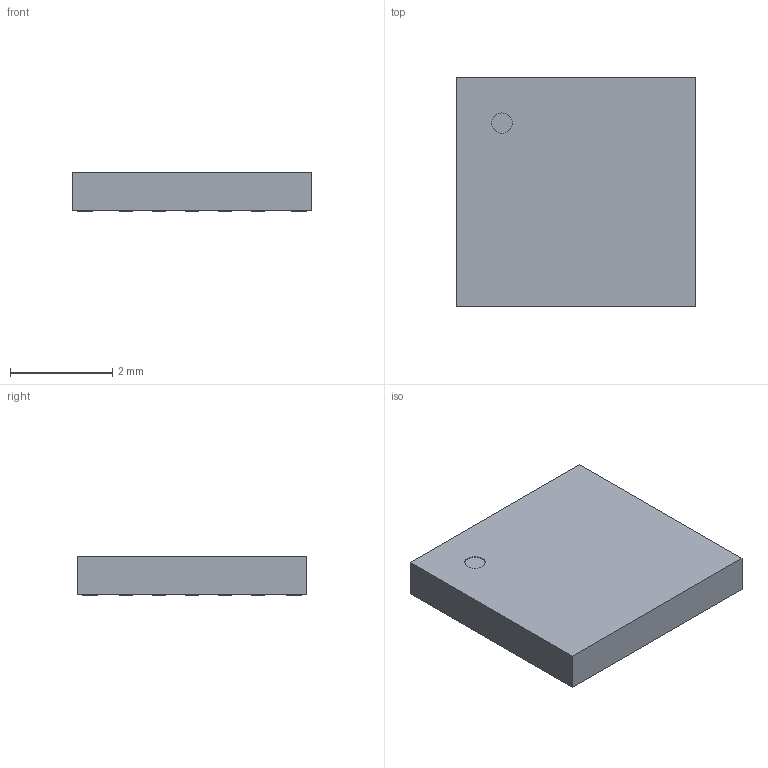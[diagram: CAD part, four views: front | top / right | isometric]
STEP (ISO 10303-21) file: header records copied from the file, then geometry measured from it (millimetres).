
FILE_DESCRIPTION(/* description */ ('model of AMS_LGA-20_4.7x4.5mm_P0.65mm'),/* implementation_level */ '2;1');
FILE_NAME(/* name */ 'AMS_LGA-20_4.7x4.5mm_P0.65mm.step',/* time_stamp */ '2018-11-04T20:13:35',/* author */ ('kicad StepUp','ksu'),/* organization */ ('FreeCAD'),/* preprocessor_version */ 'OCC',/* originating_system */ 'kicad StepUp',/* authorisation */ '');
FILE_SCHEMA(('AUTOMOTIVE_DESIGN { 1 0 10303 214 1 1 1 1 }'));
Length unit declared in the file: millimetre
Products named in the file (1): AMS_LGA_20_47x45mm_P065mm
Bounding box: 4.7 x 4.5 x 0.78 mm (x, y, z)
Volume: 15.9 mm3; surface area: 56.8 mm2
Topology: 1 solids, 1 shells, 108 faces, 255 edges, 170 vertices
Faces by surface type: plane 107, cylinder 1
Full cylindrical faces by diameter (mm): 0.4 x1
Entity records: 2229 total; most frequent: ORIENTED_EDGE 504, CARTESIAN_POINT 275, EDGE_CURVE 255, LINE 253, VERTEX_POINT 170, FACE_BOUND 129, EDGE_LOOP 129, AXIS2_PLACEMENT_3D 110
